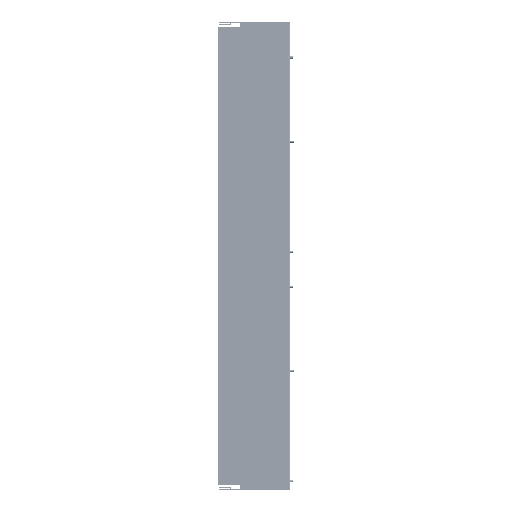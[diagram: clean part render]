
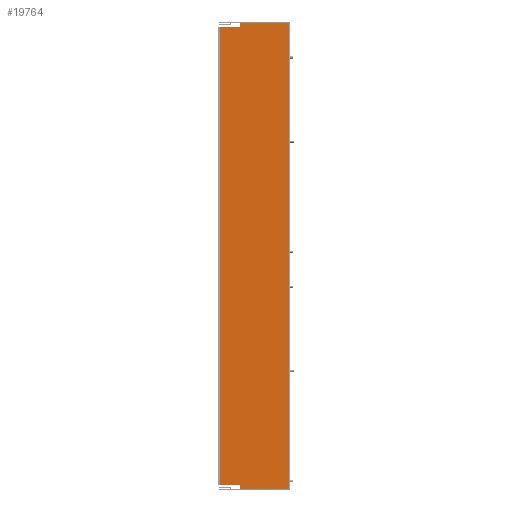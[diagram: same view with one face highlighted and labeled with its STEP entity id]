
A CAD part, left-side view. The second image highlights one B-rep face of the part: STEP entity #19764.
In plain terms, the highlighted planar face has unit normal (-1, 0, 0).
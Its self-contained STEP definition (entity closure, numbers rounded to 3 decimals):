
#125 = VERTEX_POINT ( 'NONE', #24950 ) ;
#945 = CARTESIAN_POINT ( 'NONE',  ( 0., 0., 0. ) ) ;
#1218 = CARTESIAN_POINT ( 'NONE',  ( 0., 90.5, 0. ) ) ;
#2709 = CARTESIAN_POINT ( 'NONE',  ( 0., 0., 7. ) ) ;
#3452 = EDGE_CURVE ( 'NONE', #16910, #21892, #25258, .T. ) ;
#6167 = EDGE_CURVE ( 'NONE', #24567, #24220, #27616, .T. ) ;
#6329 = EDGE_CURVE ( 'NONE', #29425, #16910, #35314, .T. ) ;
#6952 = VECTOR ( 'NONE', #9373, 1000. ) ;
#7111 = CARTESIAN_POINT ( 'NONE',  ( 0., 0., 840. ) ) ;
#8578 = LINE ( 'NONE', #28522, #37109 ) ;
#8888 = CARTESIAN_POINT ( 'NONE',  ( 0., 126., 7. ) ) ;
#9373 = DIRECTION ( 'NONE',  ( 0., 1., 0. ) ) ;
#11251 = CARTESIAN_POINT ( 'NONE',  ( 0., 126., 0. ) ) ;
#12015 = LINE ( 'NONE', #15641, #6952 ) ;
#12249 = AXIS2_PLACEMENT_3D ( 'NONE', #27014, #39215, #24562 ) ;
#13824 = ORIENTED_EDGE ( 'NONE', *, *, #33634, .T. ) ;
#14003 = ORIENTED_EDGE ( 'NONE', *, *, #6167, .T. ) ;
#14980 = EDGE_CURVE ( 'NONE', #125, #38166, #12015, .T. ) ;
#15498 = VECTOR ( 'NONE', #32063, 1000. ) ;
#15641 = CARTESIAN_POINT ( 'NONE',  ( 0., 0., 833. ) ) ;
#16910 = VERTEX_POINT ( 'NONE', #21950 ) ;
#16988 = CARTESIAN_POINT ( 'NONE',  ( 0., 90.5, 840. ) ) ;
#17176 = EDGE_LOOP ( 'NONE', ( #33411, #38502, #30633, #13824, #28036, #25497, #36981, #14003 ) ) ;
#19764 = ADVANCED_FACE ( 'NONE', ( #21129 ), #36356, .F. ) ;
#20074 = DIRECTION ( 'NONE',  ( 0., 0., -1. ) ) ;
#20177 = CARTESIAN_POINT ( 'NONE',  ( 0., 90.5, 7. ) ) ;
#20572 = VECTOR ( 'NONE', #28310, 1000. ) ;
#21129 = FACE_OUTER_BOUND ( 'NONE', #17176, .T. ) ;
#21345 = CARTESIAN_POINT ( 'NONE',  ( 0., 126., 833. ) ) ;
#21398 = VECTOR ( 'NONE', #38469, 1000. ) ;
#21545 = EDGE_CURVE ( 'NONE', #34668, #38166, #26874, .T. ) ;
#21727 = DIRECTION ( 'NONE',  ( 0., 1., 0. ) ) ;
#21892 = VERTEX_POINT ( 'NONE', #22764 ) ;
#21950 = CARTESIAN_POINT ( 'NONE',  ( 0., 90.5, 0. ) ) ;
#22532 = EDGE_CURVE ( 'NONE', #24567, #21892, #38367, .T. ) ;
#22764 = CARTESIAN_POINT ( 'NONE',  ( 0., 1., 0. ) ) ;
#24220 = VERTEX_POINT ( 'NONE', #16988 ) ;
#24562 = DIRECTION ( 'NONE',  ( 0., 1., 0. ) ) ;
#24567 = VERTEX_POINT ( 'NONE', #38483 ) ;
#24950 = CARTESIAN_POINT ( 'NONE',  ( 0., 90.5, 833. ) ) ;
#25258 = LINE ( 'NONE', #945, #20572 ) ;
#25497 = ORIENTED_EDGE ( 'NONE', *, *, #3452, .T. ) ;
#25672 = DIRECTION ( 'NONE',  ( 0., 0., -1. ) ) ;
#26532 = VECTOR ( 'NONE', #21727, 1000. ) ;
#26874 = LINE ( 'NONE', #11251, #21398 ) ;
#27014 = CARTESIAN_POINT ( 'NONE',  ( 0., 0., 0. ) ) ;
#27616 = LINE ( 'NONE', #7111, #26532 ) ;
#28036 = ORIENTED_EDGE ( 'NONE', *, *, #6329, .T. ) ;
#28310 = DIRECTION ( 'NONE',  ( 0., -1., 0. ) ) ;
#28522 = CARTESIAN_POINT ( 'NONE',  ( 0., 90.5, 0. ) ) ;
#29210 = CARTESIAN_POINT ( 'NONE',  ( 0., 1., 0. ) ) ;
#29230 = EDGE_CURVE ( 'NONE', #24220, #125, #8578, .T. ) ;
#29425 = VERTEX_POINT ( 'NONE', #20177 ) ;
#30633 = ORIENTED_EDGE ( 'NONE', *, *, #21545, .F. ) ;
#32063 = DIRECTION ( 'NONE',  ( 0., 0., -1. ) ) ;
#33411 = ORIENTED_EDGE ( 'NONE', *, *, #29230, .T. ) ;
#33634 = EDGE_CURVE ( 'NONE', #34668, #29425, #35878, .T. ) ;
#34668 = VERTEX_POINT ( 'NONE', #8888 ) ;
#34684 = VECTOR ( 'NONE', #37194, 1000. ) ;
#35314 = LINE ( 'NONE', #1218, #15498 ) ;
#35878 = LINE ( 'NONE', #2709, #34684 ) ;
#36356 = PLANE ( 'NONE',  #12249 ) ;
#36850 = VECTOR ( 'NONE', #20074, 1000. ) ;
#36981 = ORIENTED_EDGE ( 'NONE', *, *, #22532, .F. ) ;
#37109 = VECTOR ( 'NONE', #25672, 1000. ) ;
#37194 = DIRECTION ( 'NONE',  ( 0., -1., 0. ) ) ;
#38166 = VERTEX_POINT ( 'NONE', #21345 ) ;
#38367 = LINE ( 'NONE', #29210, #36850 ) ;
#38469 = DIRECTION ( 'NONE',  ( 0., 0., 1. ) ) ;
#38483 = CARTESIAN_POINT ( 'NONE',  ( 0., 1., 840. ) ) ;
#38502 = ORIENTED_EDGE ( 'NONE', *, *, #14980, .T. ) ;
#39215 = DIRECTION ( 'NONE',  ( 1., 0., 0. ) ) ;
